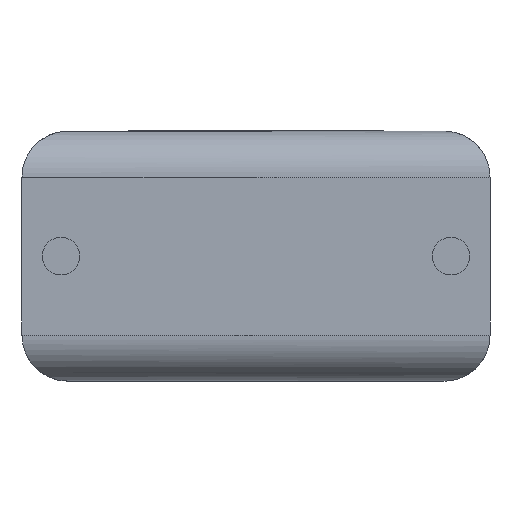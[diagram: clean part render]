
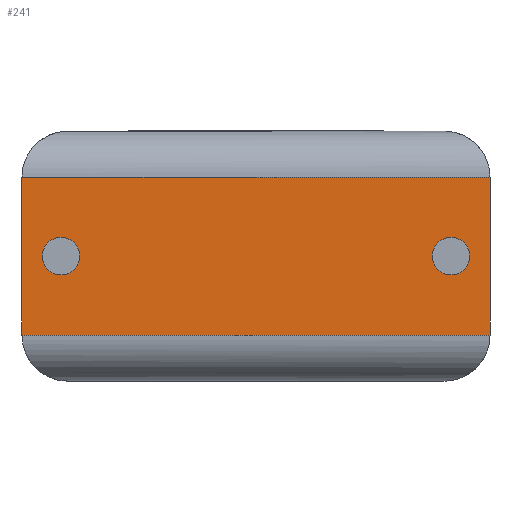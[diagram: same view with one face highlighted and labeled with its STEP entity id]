
A CAD part, front view. The second image highlights one B-rep face of the part: STEP entity #241.
In plain terms, the highlighted planar face has unit normal (0, -1, 0).
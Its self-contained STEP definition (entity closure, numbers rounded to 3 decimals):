
#30 = ORIENTED_EDGE ( 'NONE', *, *, #2831, .T. ) ;
#99 = DIRECTION ( 'NONE',  ( -1., 0., 0. ) ) ;
#134 = DIRECTION ( 'NONE',  ( 0., -1., 0. ) ) ;
#147 = CIRCLE ( 'NONE', #3287, 0.305 ) ;
#190 = CARTESIAN_POINT ( 'NONE',  ( 0., 0., 4.07 ) ) ;
#241 = ADVANCED_FACE ( 'NONE', ( #2936, #3256, #1138 ), #751, .F. ) ;
#290 = AXIS2_PLACEMENT_3D ( 'NONE', #190, #1664, #1366 ) ;
#459 = EDGE_CURVE ( 'NONE', #2392, #984, #147, .T. ) ;
#595 = AXIS2_PLACEMENT_3D ( 'NONE', #1655, #2799, #2537 ) ;
#657 = LINE ( 'NONE', #3086, #1788 ) ;
#717 = CIRCLE ( 'NONE', #2745, 0.305 ) ;
#751 = PLANE ( 'NONE',  #290 ) ;
#778 = CARTESIAN_POINT ( 'NONE',  ( -7.29, 0., 2.035 ) ) ;
#808 = CARTESIAN_POINT ( 'NONE',  ( -0.635, 0., 2.035 ) ) ;
#819 = CARTESIAN_POINT ( 'NONE',  ( -6.68, 0., 2.035 ) ) ;
#842 = VERTEX_POINT ( 'NONE', #1916 ) ;
#879 = DIRECTION ( 'NONE',  ( 0., 0., -1. ) ) ;
#895 = EDGE_CURVE ( 'NONE', #984, #2392, #717, .T. ) ;
#896 = VERTEX_POINT ( 'NONE', #778 ) ;
#916 = EDGE_CURVE ( 'NONE', #842, #2639, #1928, .T. ) ;
#961 = CARTESIAN_POINT ( 'NONE',  ( 0., 0., 3.32 ) ) ;
#983 = AXIS2_PLACEMENT_3D ( 'NONE', #3304, #134, #1576 ) ;
#984 = VERTEX_POINT ( 'NONE', #1167 ) ;
#987 = VERTEX_POINT ( 'NONE', #819 ) ;
#1127 = CIRCLE ( 'NONE', #983, 0.305 ) ;
#1138 = FACE_BOUND ( 'NONE', #3626, .T. ) ;
#1153 = CARTESIAN_POINT ( 'NONE',  ( -7.62, 0., 4.07 ) ) ;
#1167 = CARTESIAN_POINT ( 'NONE',  ( -0.94, 0., 2.035 ) ) ;
#1178 = LINE ( 'NONE', #3346, #2576 ) ;
#1274 = CARTESIAN_POINT ( 'NONE',  ( -0.33, 0., 2.035 ) ) ;
#1333 = VERTEX_POINT ( 'NONE', #2330 ) ;
#1366 = DIRECTION ( 'NONE',  ( -1., 0., 0. ) ) ;
#1469 = ORIENTED_EDGE ( 'NONE', *, *, #3484, .F. ) ;
#1480 = VERTEX_POINT ( 'NONE', #961 ) ;
#1563 = ORIENTED_EDGE ( 'NONE', *, *, #916, .T. ) ;
#1576 = DIRECTION ( 'NONE',  ( -1., 0., 0. ) ) ;
#1606 = EDGE_LOOP ( 'NONE', ( #1469, #2858, #1563, #30 ) ) ;
#1620 = VECTOR ( 'NONE', #879, 1000. ) ;
#1655 = CARTESIAN_POINT ( 'NONE',  ( -6.985, 0., 2.035 ) ) ;
#1664 = DIRECTION ( 'NONE',  ( 0., 1., 0. ) ) ;
#1700 = DIRECTION ( 'NONE',  ( 0., 1., 0. ) ) ;
#1788 = VECTOR ( 'NONE', #3064, 1000. ) ;
#1845 = EDGE_CURVE ( 'NONE', #896, #987, #1127, .T. ) ;
#1900 = CARTESIAN_POINT ( 'NONE',  ( -7.62, 0., 0.75 ) ) ;
#1916 = CARTESIAN_POINT ( 'NONE',  ( -7.62, 0., 3.32 ) ) ;
#1918 = ORIENTED_EDGE ( 'NONE', *, *, #895, .T. ) ;
#1928 = LINE ( 'NONE', #1153, #2570 ) ;
#2019 = CARTESIAN_POINT ( 'NONE',  ( 0., 0., 4.07 ) ) ;
#2260 = LINE ( 'NONE', #2019, #1620 ) ;
#2330 = CARTESIAN_POINT ( 'NONE',  ( 0., 0., 0.75 ) ) ;
#2392 = VERTEX_POINT ( 'NONE', #1274 ) ;
#2537 = DIRECTION ( 'NONE',  ( -1., 0., 0. ) ) ;
#2557 = DIRECTION ( 'NONE',  ( -1., 0., 0. ) ) ;
#2570 = VECTOR ( 'NONE', #3141, 1000. ) ;
#2576 = VECTOR ( 'NONE', #99, 1000. ) ;
#2618 = ORIENTED_EDGE ( 'NONE', *, *, #1845, .F. ) ;
#2639 = VERTEX_POINT ( 'NONE', #1900 ) ;
#2745 = AXIS2_PLACEMENT_3D ( 'NONE', #808, #3349, #3632 ) ;
#2799 = DIRECTION ( 'NONE',  ( 0., -1., 0. ) ) ;
#2831 = EDGE_CURVE ( 'NONE', #2639, #1333, #657, .T. ) ;
#2858 = ORIENTED_EDGE ( 'NONE', *, *, #3264, .T. ) ;
#2936 = FACE_BOUND ( 'NONE', #2964, .T. ) ;
#2964 = EDGE_LOOP ( 'NONE', ( #1918, #3271 ) ) ;
#3064 = DIRECTION ( 'NONE',  ( 1., 0., 0. ) ) ;
#3086 = CARTESIAN_POINT ( 'NONE',  ( 0., 0., 0.75 ) ) ;
#3121 = CARTESIAN_POINT ( 'NONE',  ( -0.635, 0., 2.035 ) ) ;
#3141 = DIRECTION ( 'NONE',  ( 0., 0., -1. ) ) ;
#3196 = CIRCLE ( 'NONE', #595, 0.305 ) ;
#3256 = FACE_OUTER_BOUND ( 'NONE', #1606, .T. ) ;
#3264 = EDGE_CURVE ( 'NONE', #1480, #842, #1178, .T. ) ;
#3271 = ORIENTED_EDGE ( 'NONE', *, *, #459, .T. ) ;
#3287 = AXIS2_PLACEMENT_3D ( 'NONE', #3121, #1700, #2557 ) ;
#3304 = CARTESIAN_POINT ( 'NONE',  ( -6.985, 0., 2.035 ) ) ;
#3346 = CARTESIAN_POINT ( 'NONE',  ( 0., 0., 3.32 ) ) ;
#3349 = DIRECTION ( 'NONE',  ( 0., 1., 0. ) ) ;
#3372 = EDGE_CURVE ( 'NONE', #987, #896, #3196, .T. ) ;
#3484 = EDGE_CURVE ( 'NONE', #1480, #1333, #2260, .T. ) ;
#3622 = ORIENTED_EDGE ( 'NONE', *, *, #3372, .F. ) ;
#3626 = EDGE_LOOP ( 'NONE', ( #2618, #3622 ) ) ;
#3632 = DIRECTION ( 'NONE',  ( -1., 0., 0. ) ) ;
